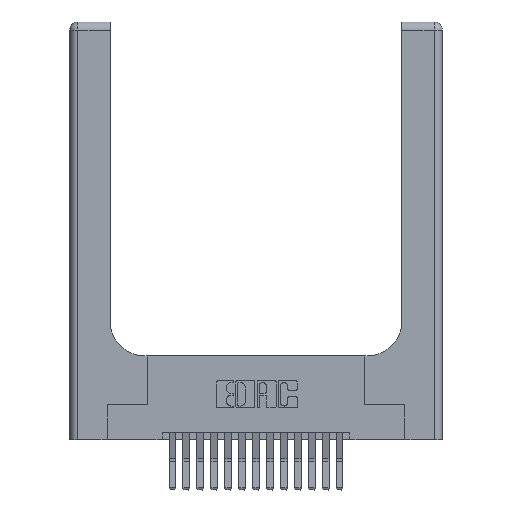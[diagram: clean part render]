
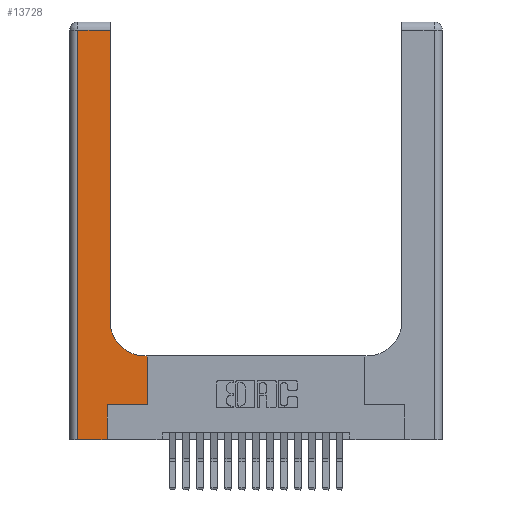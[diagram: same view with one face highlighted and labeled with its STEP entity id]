
A CAD part, top view. The second image highlights one B-rep face of the part: STEP entity #13728.
In plain terms, the highlighted planar face has unit normal (0, 0, 1).
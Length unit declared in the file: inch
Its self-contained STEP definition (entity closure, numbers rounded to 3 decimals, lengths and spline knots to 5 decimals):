
#580 = ORIENTED_EDGE ( 'NONE', *, *, #1013, .T. ) ;
#634 = CARTESIAN_POINT ( 'NONE',  ( 0.5415, 0.85, 0.37 ) ) ;
#679 = ORIENTED_EDGE ( 'NONE', *, *, #9188, .T. ) ;
#760 = VECTOR ( 'NONE', #11464, 39.37008 ) ;
#1013 = EDGE_CURVE ( 'NONE', #7164, #13378, #9704, .T. ) ;
#1032 = CARTESIAN_POINT ( 'NONE',  ( 0.269, 0.25, 0.37 ) ) ;
#1062 = DIRECTION ( 'NONE',  ( -1., 0., 0. ) ) ;
#1222 = AXIS2_PLACEMENT_3D ( 'NONE', #17464, #10017, #1062 ) ;
#1373 = DIRECTION ( 'NONE',  ( -1., 0., 0. ) ) ;
#1688 = CARTESIAN_POINT ( 'NONE',  ( 0.5415, 0.6, 0.37 ) ) ;
#2219 = DIRECTION ( 'NONE',  ( 0., -1., 0. ) ) ;
#2970 = VERTEX_POINT ( 'NONE', #1032 ) ;
#3494 = EDGE_CURVE ( 'NONE', #9775, #7164, #15801, .T. ) ;
#3705 = VECTOR ( 'NONE', #4138, 39.37008 ) ;
#4138 = DIRECTION ( 'NONE',  ( 0., 1., 0. ) ) ;
#4899 = CARTESIAN_POINT ( 'NONE',  ( 0.5585, 0.6, 0.37 ) ) ;
#5493 = DIRECTION ( 'NONE',  ( 1., 0., 0. ) ) ;
#5659 = LINE ( 'NONE', #16420, #16883 ) ;
#5672 = CARTESIAN_POINT ( 'NONE',  ( 0.2915, 0.6, 0.37 ) ) ;
#6054 = EDGE_CURVE ( 'NONE', #2970, #13483, #13187, .T. ) ;
#6164 = VECTOR ( 'NONE', #14165, 39.37008 ) ;
#6315 = EDGE_LOOP ( 'NONE', ( #15879, #18622, #679, #15044, #13758, #11288, #11185, #7535, #580 ) ) ;
#6485 = EDGE_CURVE ( 'NONE', #13483, #9775, #5659, .T. ) ;
#7015 = PLANE ( 'NONE',  #1222 ) ;
#7164 = VERTEX_POINT ( 'NONE', #1688 ) ;
#7521 = DIRECTION ( 'NONE',  ( 0., 1., 0. ) ) ;
#7535 = ORIENTED_EDGE ( 'NONE', *, *, #3494, .T. ) ;
#8067 = CARTESIAN_POINT ( 'NONE',  ( 0.269, 0., 0.37 ) ) ;
#8166 = CARTESIAN_POINT ( 'NONE',  ( 0.06, 2.94, 0.37 ) ) ;
#9188 = EDGE_CURVE ( 'NONE', #11811, #18120, #15376, .T. ) ;
#9704 = CIRCLE ( 'NONE', #17482, 0.25 ) ;
#9775 = VERTEX_POINT ( 'NONE', #4899 ) ;
#10017 = DIRECTION ( 'NONE',  ( 0., 0., -1. ) ) ;
#10018 = CARTESIAN_POINT ( 'NONE',  ( 0.06, 3., 0.37 ) ) ;
#10235 = FACE_OUTER_BOUND ( 'NONE', #6315, .T. ) ;
#10948 = VECTOR ( 'NONE', #2219, 39.37008 ) ;
#11097 = LINE ( 'NONE', #15624, #6164 ) ;
#11126 = DIRECTION ( 'NONE',  ( 0., 0., -1. ) ) ;
#11185 = ORIENTED_EDGE ( 'NONE', *, *, #6485, .T. ) ;
#11219 = LINE ( 'NONE', #8067, #14260 ) ;
#11288 = ORIENTED_EDGE ( 'NONE', *, *, #6054, .T. ) ;
#11320 = VECTOR ( 'NONE', #5493, 39.37008 ) ;
#11464 = DIRECTION ( 'NONE',  ( 1., 0., 0. ) ) ;
#11732 = CARTESIAN_POINT ( 'NONE',  ( 0.5585, 0.25, 0.37 ) ) ;
#11811 = VERTEX_POINT ( 'NONE', #8166 ) ;
#11982 = CARTESIAN_POINT ( 'NONE',  ( 0.2915, 2.94, 0.37 ) ) ;
#12373 = DIRECTION ( 'NONE',  ( 1., 0., 0. ) ) ;
#12459 = VERTEX_POINT ( 'NONE', #19254 ) ;
#12491 = EDGE_CURVE ( 'NONE', #13378, #19330, #18916, .T. ) ;
#12570 = EDGE_CURVE ( 'NONE', #12459, #2970, #11219, .T. ) ;
#13187 = LINE ( 'NONE', #18688, #760 ) ;
#13378 = VERTEX_POINT ( 'NONE', #14686 ) ;
#13483 = VERTEX_POINT ( 'NONE', #11732 ) ;
#13728 = ADVANCED_FACE ( 'NONE', ( #10235 ), #7015, .F. ) ;
#13758 = ORIENTED_EDGE ( 'NONE', *, *, #12570, .T. ) ;
#14165 = DIRECTION ( 'NONE',  ( -1., 0., 0. ) ) ;
#14260 = VECTOR ( 'NONE', #16150, 39.37008 ) ;
#14686 = CARTESIAN_POINT ( 'NONE',  ( 0.2915, 0.85, 0.37 ) ) ;
#15044 = ORIENTED_EDGE ( 'NONE', *, *, #16289, .T. ) ;
#15376 = LINE ( 'NONE', #10018, #10948 ) ;
#15624 = CARTESIAN_POINT ( 'NONE',  ( 0., 2.94, 0.37 ) ) ;
#15801 = LINE ( 'NONE', #5672, #18145 ) ;
#15855 = CARTESIAN_POINT ( 'NONE',  ( 0.06, 0., 0.37 ) ) ;
#15879 = ORIENTED_EDGE ( 'NONE', *, *, #12491, .T. ) ;
#16150 = DIRECTION ( 'NONE',  ( 0., 1., 0. ) ) ;
#16289 = EDGE_CURVE ( 'NONE', #18120, #12459, #19246, .T. ) ;
#16420 = CARTESIAN_POINT ( 'NONE',  ( 0.5585, 0.25, 0.37 ) ) ;
#16607 = CARTESIAN_POINT ( 'NONE',  ( 0., 0., 0.37 ) ) ;
#16883 = VECTOR ( 'NONE', #7521, 39.37008 ) ;
#17464 = CARTESIAN_POINT ( 'NONE',  ( 0., 3., 0.37 ) ) ;
#17482 = AXIS2_PLACEMENT_3D ( 'NONE', #634, #11126, #12373 ) ;
#17687 = EDGE_CURVE ( 'NONE', #19330, #11811, #11097, .T. ) ;
#17806 = CARTESIAN_POINT ( 'NONE',  ( 0.2915, 3., 0.37 ) ) ;
#18120 = VERTEX_POINT ( 'NONE', #15855 ) ;
#18145 = VECTOR ( 'NONE', #1373, 39.37008 ) ;
#18622 = ORIENTED_EDGE ( 'NONE', *, *, #17687, .T. ) ;
#18688 = CARTESIAN_POINT ( 'NONE',  ( 0.269, 0.25, 0.37 ) ) ;
#18916 = LINE ( 'NONE', #17806, #3705 ) ;
#19246 = LINE ( 'NONE', #16607, #11320 ) ;
#19254 = CARTESIAN_POINT ( 'NONE',  ( 0.269, 0., 0.37 ) ) ;
#19330 = VERTEX_POINT ( 'NONE', #11982 ) ;
